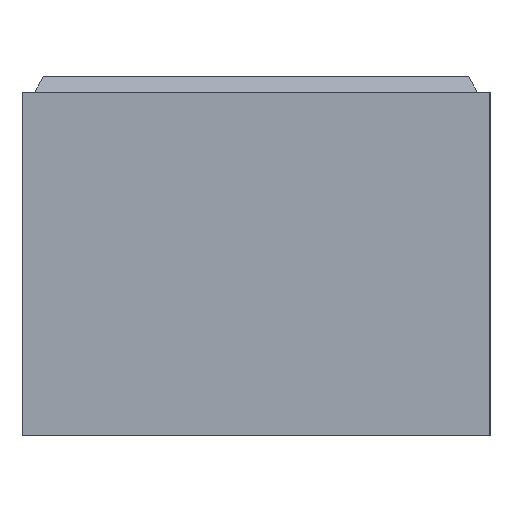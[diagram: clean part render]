
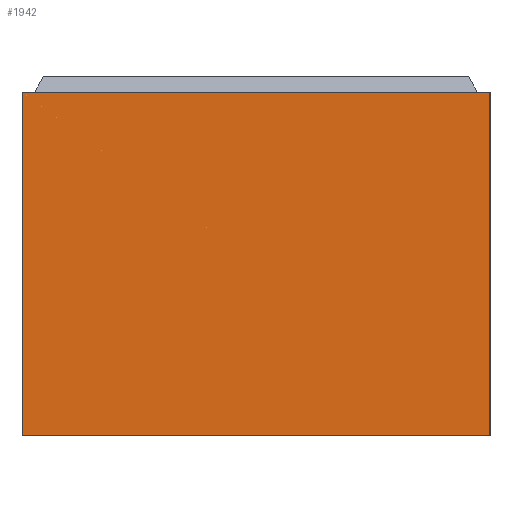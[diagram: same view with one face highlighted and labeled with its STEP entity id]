
A CAD part, left-side view. The second image highlights one B-rep face of the part: STEP entity #1942.
In plain terms, the highlighted planar face has unit normal (-1, 0, 0).
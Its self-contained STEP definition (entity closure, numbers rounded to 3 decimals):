
#20 = AXIS2_PLACEMENT_3D ( 'NONE', #1786, #805, #1946 ) ;
#88 = CARTESIAN_POINT ( 'NONE',  ( -0.3, -0.15, 0. ) ) ;
#146 = ORIENTED_EDGE ( 'NONE', *, *, #1992, .T. ) ;
#165 = LINE ( 'NONE', #1340, #628 ) ;
#167 = VERTEX_POINT ( 'NONE', #1198 ) ;
#215 = LINE ( 'NONE', #1433, #1881 ) ;
#379 = CARTESIAN_POINT ( 'NONE',  ( -0.3, 0.15, 0. ) ) ;
#444 = LINE ( 'NONE', #1034, #1718 ) ;
#512 = EDGE_LOOP ( 'NONE', ( #146, #940, #635, #1691 ) ) ;
#586 = LINE ( 'NONE', #1543, #1422 ) ;
#628 = VECTOR ( 'NONE', #1512, 1000. ) ;
#635 = ORIENTED_EDGE ( 'NONE', *, *, #1487, .F. ) ;
#673 = FACE_OUTER_BOUND ( 'NONE', #512, .T. ) ;
#797 = VERTEX_POINT ( 'NONE', #1699 ) ;
#805 = DIRECTION ( 'NONE',  ( -1., 0., 0. ) ) ;
#940 = ORIENTED_EDGE ( 'NONE', *, *, #1151, .F. ) ;
#957 = PLANE ( 'NONE',  #20 ) ;
#999 = EDGE_CURVE ( 'NONE', #1484, #167, #586, .T. ) ;
#1034 = CARTESIAN_POINT ( 'NONE',  ( -0.3, -0.15, 0.22 ) ) ;
#1151 = EDGE_CURVE ( 'NONE', #1306, #797, #165, .T. ) ;
#1198 = CARTESIAN_POINT ( 'NONE',  ( -0.3, -0.15, 0.22 ) ) ;
#1201 = DIRECTION ( 'NONE',  ( 0., 1., 0. ) ) ;
#1306 = VERTEX_POINT ( 'NONE', #379 ) ;
#1340 = CARTESIAN_POINT ( 'NONE',  ( -0.3, 0.15, 0. ) ) ;
#1422 = VECTOR ( 'NONE', #1713, 1000. ) ;
#1433 = CARTESIAN_POINT ( 'NONE',  ( -0.3, -0.15, 0. ) ) ;
#1484 = VERTEX_POINT ( 'NONE', #88 ) ;
#1487 = EDGE_CURVE ( 'NONE', #1484, #1306, #215, .T. ) ;
#1512 = DIRECTION ( 'NONE',  ( 0., 0., 1. ) ) ;
#1543 = CARTESIAN_POINT ( 'NONE',  ( -0.3, -0.15, 0. ) ) ;
#1691 = ORIENTED_EDGE ( 'NONE', *, *, #999, .T. ) ;
#1699 = CARTESIAN_POINT ( 'NONE',  ( -0.3, 0.15, 0.22 ) ) ;
#1713 = DIRECTION ( 'NONE',  ( 0., 0., 1. ) ) ;
#1718 = VECTOR ( 'NONE', #1201, 1000. ) ;
#1757 = DIRECTION ( 'NONE',  ( 0., 1., 0. ) ) ;
#1786 = CARTESIAN_POINT ( 'NONE',  ( -0.3, -0.15, 0. ) ) ;
#1881 = VECTOR ( 'NONE', #1757, 1000. ) ;
#1942 = ADVANCED_FACE ( 'NONE', ( #673 ), #957, .T. ) ;
#1946 = DIRECTION ( 'NONE',  ( 0., 0., 1. ) ) ;
#1992 = EDGE_CURVE ( 'NONE', #167, #797, #444, .T. ) ;
